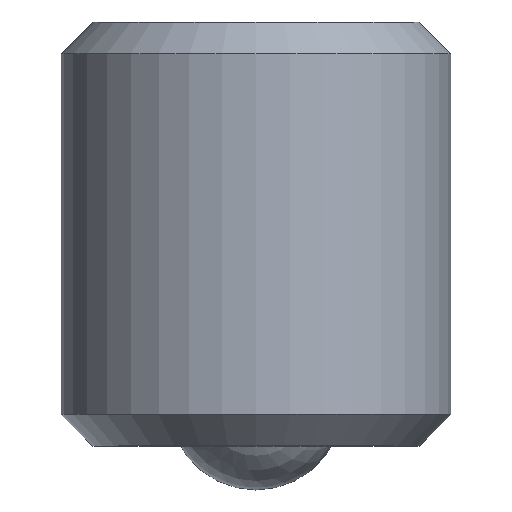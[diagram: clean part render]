
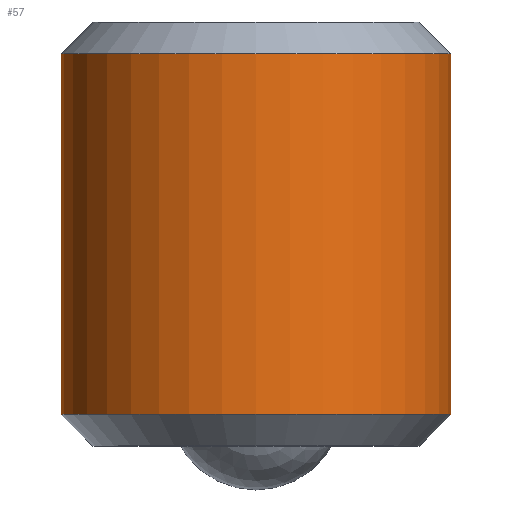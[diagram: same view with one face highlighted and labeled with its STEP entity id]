
A CAD part, top view. The second image highlights one B-rep face of the part: STEP entity #57.
In plain terms, the highlighted cylindrical face has radius 5 mm (diameter 10 mm), a partial arc.
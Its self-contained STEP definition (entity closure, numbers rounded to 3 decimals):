
#57=ADVANCED_FACE('',(#134),#135,.T.);
#134=FACE_OUTER_BOUND('',#231,.T.);
#135=CYLINDRICAL_SURFACE('',#232,5.0);
#231=EDGE_LOOP('',(#332,#333,#334,#335));
#232=AXIS2_PLACEMENT_3D('',#336,#337,#338);
#332=ORIENTED_EDGE('',*,*,#562,.F.);
#333=ORIENTED_EDGE('',*,*,#560,.T.);
#334=ORIENTED_EDGE('',*,*,#563,.F.);
#335=ORIENTED_EDGE('',*,*,#564,.F.);
#336=CARTESIAN_POINT('',(0.,-5.438,0.0));
#337=DIRECTION('',(0.,1.0,0.0));
#338=DIRECTION('',(-1.0,0.,0.0));
#560=EDGE_CURVE('',#651,#655,#657,.T.);
#562=EDGE_CURVE('',#651,#659,#660,.T.);
#563=EDGE_CURVE('',#661,#655,#662,.T.);
#564=EDGE_CURVE('',#659,#661,#663,.T.);
#651=VERTEX_POINT('',#779);
#655=VERTEX_POINT('',#784);
#657=CIRCLE('',#787,5.0);
#659=VERTEX_POINT('',#789);
#660=LINE('',#790,#791);
#661=VERTEX_POINT('',#792);
#662=LINE('',#793,#794);
#663=CIRCLE('',#795,5.0);
#779=CARTESIAN_POINT('',(-5.0,-10.063,0.0));
#784=CARTESIAN_POINT('',(5.0,-10.063,0.));
#787=AXIS2_PLACEMENT_3D('',#941,#942,#943);
#789=CARTESIAN_POINT('',(-5.0,-0.812,0.0));
#790=CARTESIAN_POINT('',(-5.0,-5.438,0.));
#791=VECTOR('',#944,1.0);
#792=CARTESIAN_POINT('',(5.0,-0.812,0.));
#793=CARTESIAN_POINT('',(5.0,-5.438,0.));
#794=VECTOR('',#945,1.0);
#795=AXIS2_PLACEMENT_3D('',#946,#947,#948);
#941=CARTESIAN_POINT('',(0.,-10.063,0.0));
#942=DIRECTION('',(0.,1.0,0.0));
#943=DIRECTION('',(-1.0,0.,0.0));
#944=DIRECTION('',(0.,1.0,0.0));
#945=DIRECTION('',(0.,-1.0,-0.0));
#946=CARTESIAN_POINT('',(0.,-0.812,0.0));
#947=DIRECTION('',(0.,1.0,0.0));
#948=DIRECTION('',(-1.0,0.,0.0));
